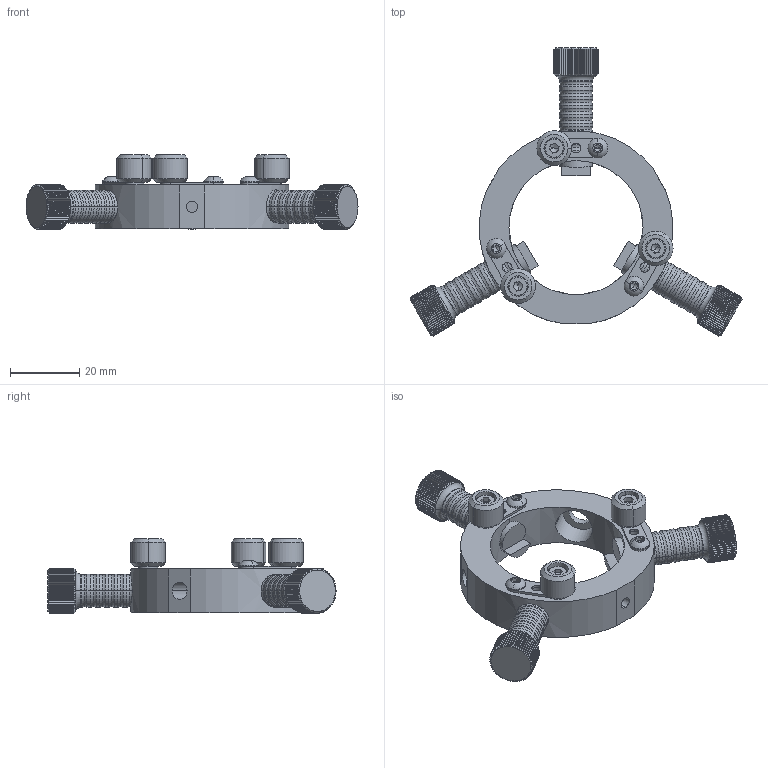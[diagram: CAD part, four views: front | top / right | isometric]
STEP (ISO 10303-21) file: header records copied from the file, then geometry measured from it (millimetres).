
FILE_DESCRIPTION (( 'STEP AP203' ), '1' );
FILE_NAME ('04ARC-1.STEP', '2016-03-03T01:48:10', ( '' ), ( '' ), 'SwSTEP 2.0', 'SolidWorks 2016', '' );
FILE_SCHEMA (( 'CONFIG_CONTROL_DESIGN' ));
Length unit declared in the file: millimetre
Products named in the file (1): 04ARC-1
Bounding box: 96.07 x 83.38 x 21.55 mm (x, y, z)
Volume: 23780.1 mm3; surface area: 16847.4 mm2
Topology: 19 solids, 19 shells, 1555 faces, 4047 edges, 2534 vertices
Faces by surface type: cylinder 526, plane 507, cone 384, torus 132, sphere 6
Entity records: 49161 total; most frequent: CARTESIAN_POINT 11062, DIRECTION 8199, ORIENTED_EDGE 8046, EDGE_CURVE 4023, AXIS2_PLACEMENT_3D 3373, VERTEX_POINT 2534, CIRCLE 1817, EDGE_LOOP 1627
